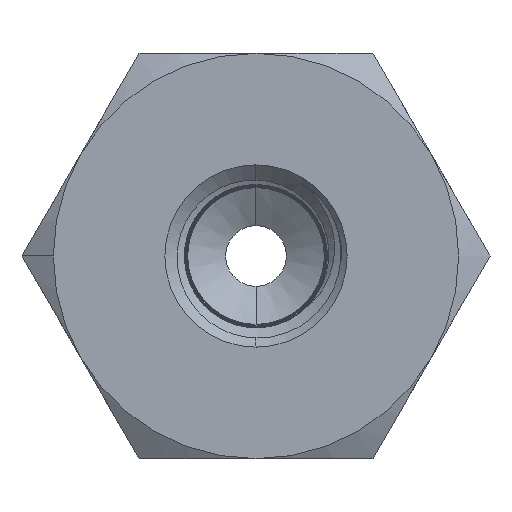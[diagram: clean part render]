
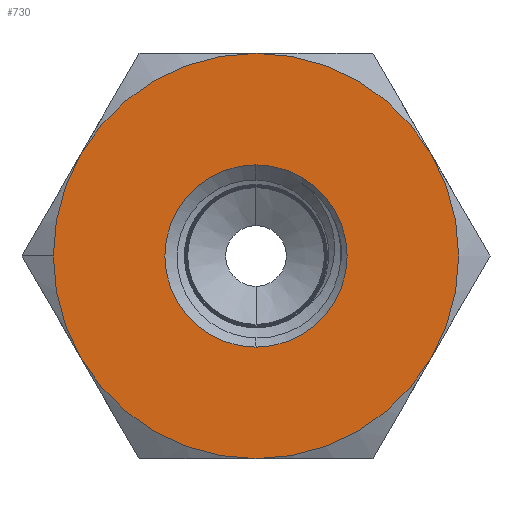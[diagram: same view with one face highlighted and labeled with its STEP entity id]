
A CAD part, left-side view. The second image highlights one B-rep face of the part: STEP entity #730.
In plain terms, the highlighted planar face has unit normal (-1, 0, 0).
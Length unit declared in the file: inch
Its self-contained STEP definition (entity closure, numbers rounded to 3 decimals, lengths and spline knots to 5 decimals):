
#427 = AXIS2_PLACEMENT_3D ( 'NONE', #1316, #2396, #12111 ) ;
#436 = DIRECTION ( 'NONE',  ( 0., 1., 0. ) ) ;
#531 = EDGE_CURVE ( 'NONE', #5534, #13046, #10032, .T. ) ;
#730 = ADVANCED_FACE ( 'NONE', ( #12687, #13174 ), #4700, .T. ) ;
#1017 = AXIS2_PLACEMENT_3D ( 'NONE', #9892, #11062, #8857 ) ;
#1316 = CARTESIAN_POINT ( 'NONE',  ( -1.12, 0., 0. ) ) ;
#1318 = AXIS2_PLACEMENT_3D ( 'NONE', #13789, #10927, #4523 ) ;
#2165 = VERTEX_POINT ( 'NONE', #8639 ) ;
#2396 = DIRECTION ( 'NONE',  ( 1., 0., 0. ) ) ;
#2448 = CARTESIAN_POINT ( 'NONE',  ( -1.12, 0., 0. ) ) ;
#2497 = DIRECTION ( 'NONE',  ( -1., 0., 0. ) ) ;
#2680 = VERTEX_POINT ( 'NONE', #10058 ) ;
#2689 = ORIENTED_EDGE ( 'NONE', *, *, #9131, .F. ) ;
#2788 = DIRECTION ( 'NONE',  ( 0., 1., 0. ) ) ;
#3003 = ORIENTED_EDGE ( 'NONE', *, *, #11691, .F. ) ;
#3178 = EDGE_CURVE ( 'NONE', #2680, #4681, #3197, .T. ) ;
#3197 = CIRCLE ( 'NONE', #1318, 0.625 ) ;
#3325 = CARTESIAN_POINT ( 'NONE',  ( -1.12, 0., 0. ) ) ;
#3507 = CIRCLE ( 'NONE', #1017, 0.281 ) ;
#3801 = AXIS2_PLACEMENT_3D ( 'NONE', #4021, #3972, #12475 ) ;
#3826 = CIRCLE ( 'NONE', #3801, 0.625 ) ;
#3884 = CIRCLE ( 'NONE', #427, 0.625 ) ;
#3972 = DIRECTION ( 'NONE',  ( 1., 0., 0. ) ) ;
#4021 = CARTESIAN_POINT ( 'NONE',  ( -1.12, 0., 0. ) ) ;
#4186 = EDGE_LOOP ( 'NONE', ( #6994, #10551 ) ) ;
#4348 = CIRCLE ( 'NONE', #6255, 0.625 ) ;
#4370 = CIRCLE ( 'NONE', #11639, 0.625 ) ;
#4523 = DIRECTION ( 'NONE',  ( 0., 1., 0. ) ) ;
#4636 = EDGE_CURVE ( 'NONE', #2165, #4721, #3884, .T. ) ;
#4681 = VERTEX_POINT ( 'NONE', #8717 ) ;
#4700 = PLANE ( 'NONE',  #7993 ) ;
#4721 = VERTEX_POINT ( 'NONE', #11053 ) ;
#4765 = EDGE_CURVE ( 'NONE', #13385, #8701, #4370, .T. ) ;
#4888 = VERTEX_POINT ( 'NONE', #11090 ) ;
#4972 = DIRECTION ( 'NONE',  ( 1., 0., 0. ) ) ;
#5044 = CIRCLE ( 'NONE', #6067, 0.625 ) ;
#5490 = DIRECTION ( 'NONE',  ( 0., 0., 1. ) ) ;
#5534 = VERTEX_POINT ( 'NONE', #9598 ) ;
#5789 = CARTESIAN_POINT ( 'NONE',  ( -1.12, 0., 0. ) ) ;
#5938 = DIRECTION ( 'NONE',  ( 0., 1., 0. ) ) ;
#5998 = CARTESIAN_POINT ( 'NONE',  ( -1.12, 0.625, 0. ) ) ;
#6001 = ORIENTED_EDGE ( 'NONE', *, *, #4636, .F. ) ;
#6067 = AXIS2_PLACEMENT_3D ( 'NONE', #12453, #11525, #2788 ) ;
#6255 = AXIS2_PLACEMENT_3D ( 'NONE', #2448, #13098, #10913 ) ;
#6374 = ORIENTED_EDGE ( 'NONE', *, *, #4765, .F. ) ;
#6543 = EDGE_CURVE ( 'NONE', #8701, #2680, #5044, .T. ) ;
#6994 = ORIENTED_EDGE ( 'NONE', *, *, #9175, .F. ) ;
#7170 = EDGE_CURVE ( 'NONE', #4721, #4888, #10875, .T. ) ;
#7971 = DIRECTION ( 'NONE',  ( 1., 0., 0. ) ) ;
#7993 = AXIS2_PLACEMENT_3D ( 'NONE', #9936, #2497, #13047 ) ;
#8639 = CARTESIAN_POINT ( 'NONE',  ( -1.12, -0.54127, -0.3125 ) ) ;
#8701 = VERTEX_POINT ( 'NONE', #9454 ) ;
#8717 = CARTESIAN_POINT ( 'NONE',  ( -1.12, -0.54127, 0.3125 ) ) ;
#8857 = DIRECTION ( 'NONE',  ( 0., 0., 1. ) ) ;
#9094 = CARTESIAN_POINT ( 'NONE',  ( -1.12, 0., 0. ) ) ;
#9131 = EDGE_CURVE ( 'NONE', #4681, #2165, #4348, .T. ) ;
#9175 = EDGE_CURVE ( 'NONE', #13046, #5534, #3507, .T. ) ;
#9214 = ORIENTED_EDGE ( 'NONE', *, *, #7170, .F. ) ;
#9454 = CARTESIAN_POINT ( 'NONE',  ( -1.12, 0.54127, 0.3125 ) ) ;
#9598 = CARTESIAN_POINT ( 'NONE',  ( -1.12, 0., -0.281 ) ) ;
#9619 = AXIS2_PLACEMENT_3D ( 'NONE', #9094, #4972, #5938 ) ;
#9683 = AXIS2_PLACEMENT_3D ( 'NONE', #3325, #10803, #5490 ) ;
#9892 = CARTESIAN_POINT ( 'NONE',  ( -1.12, 0., 0. ) ) ;
#9936 = CARTESIAN_POINT ( 'NONE',  ( -1.12, 0., 0. ) ) ;
#10032 = CIRCLE ( 'NONE', #9683, 0.281 ) ;
#10058 = CARTESIAN_POINT ( 'NONE',  ( -1.12, 0., 0.625 ) ) ;
#10551 = ORIENTED_EDGE ( 'NONE', *, *, #531, .F. ) ;
#10803 = DIRECTION ( 'NONE',  ( -1., 0., 0. ) ) ;
#10864 = EDGE_LOOP ( 'NONE', ( #13693, #6374, #3003, #9214, #6001, #2689, #12191 ) ) ;
#10875 = CIRCLE ( 'NONE', #9619, 0.625 ) ;
#10913 = DIRECTION ( 'NONE',  ( 0., 1., 0. ) ) ;
#10927 = DIRECTION ( 'NONE',  ( 1., 0., 0. ) ) ;
#11053 = CARTESIAN_POINT ( 'NONE',  ( -1.12, 0., -0.625 ) ) ;
#11062 = DIRECTION ( 'NONE',  ( -1., 0., 0. ) ) ;
#11090 = CARTESIAN_POINT ( 'NONE',  ( -1.12, 0.54127, -0.3125 ) ) ;
#11525 = DIRECTION ( 'NONE',  ( 1., 0., 0. ) ) ;
#11639 = AXIS2_PLACEMENT_3D ( 'NONE', #5789, #7971, #436 ) ;
#11691 = EDGE_CURVE ( 'NONE', #4888, #13385, #3826, .T. ) ;
#12111 = DIRECTION ( 'NONE',  ( 0., 1., 0. ) ) ;
#12191 = ORIENTED_EDGE ( 'NONE', *, *, #3178, .F. ) ;
#12453 = CARTESIAN_POINT ( 'NONE',  ( -1.12, 0., 0. ) ) ;
#12475 = DIRECTION ( 'NONE',  ( 0., 1., 0. ) ) ;
#12687 = FACE_OUTER_BOUND ( 'NONE', #10864, .T. ) ;
#13046 = VERTEX_POINT ( 'NONE', #13068 ) ;
#13047 = DIRECTION ( 'NONE',  ( 0., -1., 0. ) ) ;
#13068 = CARTESIAN_POINT ( 'NONE',  ( -1.12, 0., 0.281 ) ) ;
#13098 = DIRECTION ( 'NONE',  ( 1., 0., 0. ) ) ;
#13174 = FACE_BOUND ( 'NONE', #4186, .T. ) ;
#13385 = VERTEX_POINT ( 'NONE', #5998 ) ;
#13693 = ORIENTED_EDGE ( 'NONE', *, *, #6543, .F. ) ;
#13789 = CARTESIAN_POINT ( 'NONE',  ( -1.12, 0., 0. ) ) ;
